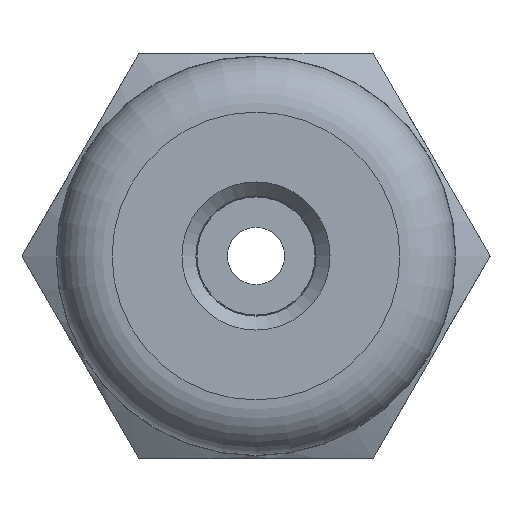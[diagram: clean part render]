
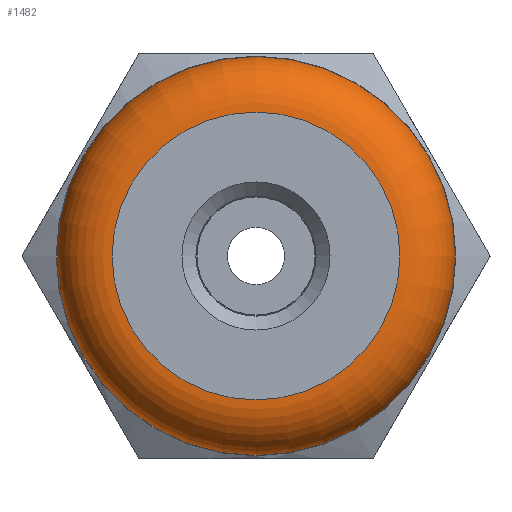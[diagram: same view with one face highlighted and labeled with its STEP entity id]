
A CAD part, left-side view. The second image highlights one B-rep face of the part: STEP entity #1482.
In plain terms, the highlighted toroidal (fillet/blend) face has major radius 3.946 mm and minor radius 1.524 mm.
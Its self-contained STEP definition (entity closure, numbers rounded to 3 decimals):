
#1455=CARTESIAN_POINT('',(-5.243,0.,0.));
#1456=DIRECTION('',(1.0,0.,0.));
#1457=DIRECTION('',(0.0,0.0,-1.0));
#1458=AXIS2_PLACEMENT_3D('',#1455,#1456,#1457);
#1459=TOROIDAL_SURFACE('',#1458,3.946,1.524);
#1460=CARTESIAN_POINT('',(-5.243,5.47,0.));
#1461=VERTEX_POINT('',#1460);
#1462=CARTESIAN_POINT('',(-5.243,0.,0.));
#1463=DIRECTION('',(1.0,0.0,0.0));
#1464=DIRECTION('',(0.0,1.0,0.0));
#1465=AXIS2_PLACEMENT_3D('',#1462,#1463,#1464);
#1466=CIRCLE('',#1465,5.47);
#1467=EDGE_CURVE('',#1461,#1461,#1466,.T.);
#1468=ORIENTED_EDGE('',*,*,#1467,.F.);
#1469=EDGE_LOOP('',(#1468));
#1470=FACE_OUTER_BOUND('',#1469,.T.);
#1471=CARTESIAN_POINT('',(-6.767,3.946,0.));
#1472=VERTEX_POINT('',#1471);
#1473=CARTESIAN_POINT('',(-6.767,0.,0.));
#1474=DIRECTION('',(1.0,0.0,0.0));
#1475=DIRECTION('',(0.0,-1.0,0.0));
#1476=AXIS2_PLACEMENT_3D('',#1473,#1474,#1475);
#1477=CIRCLE('',#1476,3.946);
#1478=EDGE_CURVE('',#1472,#1472,#1477,.T.);
#1479=ORIENTED_EDGE('',*,*,#1478,.T.);
#1480=EDGE_LOOP('',(#1479));
#1481=FACE_BOUND('',#1480,.T.);
#1482=ADVANCED_FACE('',(#1470,#1481),#1459,.T.);
